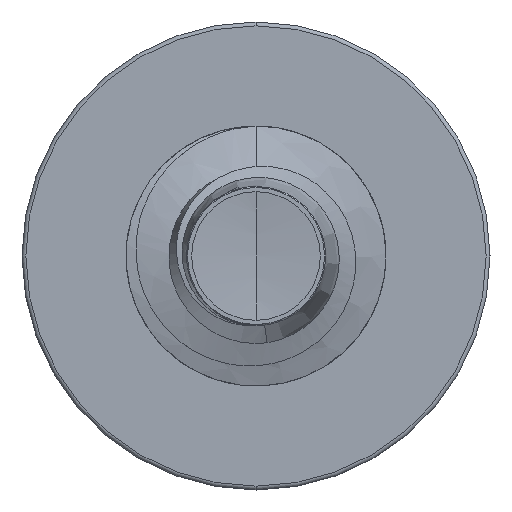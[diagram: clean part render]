
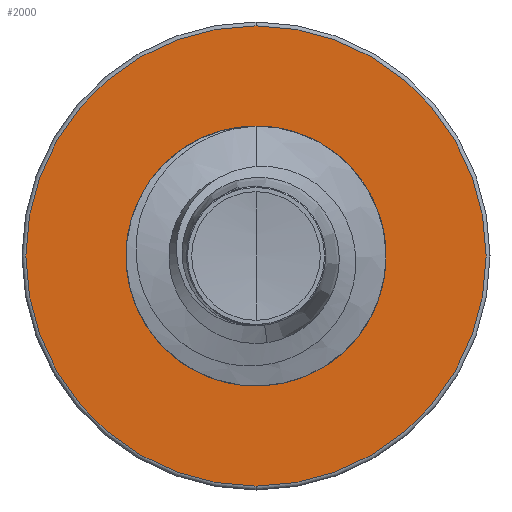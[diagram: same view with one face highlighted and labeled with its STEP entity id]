
A CAD part, front view. The second image highlights one B-rep face of the part: STEP entity #2000.
In plain terms, the highlighted planar face has unit normal (0, -1, 0).
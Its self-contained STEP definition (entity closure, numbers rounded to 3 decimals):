
#179 = CARTESIAN_POINT ( 'NONE',  ( 0., 16., 0. ) ) ;
#1462 = DIRECTION ( 'NONE',  ( 0., 0., 1. ) ) ;
#1770 = CARTESIAN_POINT ( 'NONE',  ( 0., 16., 0. ) ) ;
#1926 = CIRCLE ( 'NONE', #4778, 5.31 ) ;
#2000 = ADVANCED_FACE ( 'NONE', ( #12216, #8237 ), #7647, .F. ) ;
#3014 = ORIENTED_EDGE ( 'NONE', *, *, #6536, .F. ) ;
#3120 = DIRECTION ( 'NONE',  ( 0., 0., 1. ) ) ;
#4015 = CIRCLE ( 'NONE', #8177, 2.842 ) ;
#4291 = ORIENTED_EDGE ( 'NONE', *, *, #14329, .F. ) ;
#4299 = DIRECTION ( 'NONE',  ( 0., 1., 0. ) ) ;
#4402 = CIRCLE ( 'NONE', #12003, 2.842 ) ;
#4778 = AXIS2_PLACEMENT_3D ( 'NONE', #6092, #15307, #7394 ) ;
#4927 = VERTEX_POINT ( 'NONE', #6108 ) ;
#6092 = CARTESIAN_POINT ( 'NONE',  ( 0., 16., 0. ) ) ;
#6108 = CARTESIAN_POINT ( 'NONE',  ( 0., 16., -5.31 ) ) ;
#6536 = EDGE_CURVE ( 'NONE', #4927, #12029, #1926, .T. ) ;
#7394 = DIRECTION ( 'NONE',  ( 0., 0., 1. ) ) ;
#7549 = DIRECTION ( 'NONE',  ( 0., 0., 1. ) ) ;
#7632 = DIRECTION ( 'NONE',  ( 0., 1., 0. ) ) ;
#7647 = PLANE ( 'NONE',  #13688 ) ;
#7791 = CIRCLE ( 'NONE', #8419, 5.31 ) ;
#7845 = VERTEX_POINT ( 'NONE', #12650 ) ;
#7968 = ORIENTED_EDGE ( 'NONE', *, *, #11154, .T. ) ;
#8177 = AXIS2_PLACEMENT_3D ( 'NONE', #179, #9321, #1462 ) ;
#8237 = FACE_BOUND ( 'NONE', #12777, .T. ) ;
#8419 = AXIS2_PLACEMENT_3D ( 'NONE', #12140, #4299, #13460 ) ;
#9321 = DIRECTION ( 'NONE',  ( 0., 1., 0. ) ) ;
#10443 = CARTESIAN_POINT ( 'NONE',  ( 0., 16., -2.842 ) ) ;
#10999 = DIRECTION ( 'NONE',  ( 0., 1., 0. ) ) ;
#11154 = EDGE_CURVE ( 'NONE', #15578, #7845, #4015, .T. ) ;
#11418 = CARTESIAN_POINT ( 'NONE',  ( 0., 16., -2.842 ) ) ;
#12003 = AXIS2_PLACEMENT_3D ( 'NONE', #1770, #10999, #3120 ) ;
#12029 = VERTEX_POINT ( 'NONE', #16498 ) ;
#12140 = CARTESIAN_POINT ( 'NONE',  ( 0., 16., 0. ) ) ;
#12216 = FACE_OUTER_BOUND ( 'NONE', #16735, .T. ) ;
#12650 = CARTESIAN_POINT ( 'NONE',  ( 0., 16., 2.842 ) ) ;
#12777 = EDGE_LOOP ( 'NONE', ( #13667, #7968 ) ) ;
#13460 = DIRECTION ( 'NONE',  ( 0., 0., 1. ) ) ;
#13667 = ORIENTED_EDGE ( 'NONE', *, *, #14757, .T. ) ;
#13688 = AXIS2_PLACEMENT_3D ( 'NONE', #10443, #7632, #7549 ) ;
#14329 = EDGE_CURVE ( 'NONE', #12029, #4927, #7791, .T. ) ;
#14757 = EDGE_CURVE ( 'NONE', #7845, #15578, #4402, .T. ) ;
#15307 = DIRECTION ( 'NONE',  ( 0., 1., 0. ) ) ;
#15578 = VERTEX_POINT ( 'NONE', #11418 ) ;
#16498 = CARTESIAN_POINT ( 'NONE',  ( 0., 16., 5.31 ) ) ;
#16735 = EDGE_LOOP ( 'NONE', ( #4291, #3014 ) ) ;
